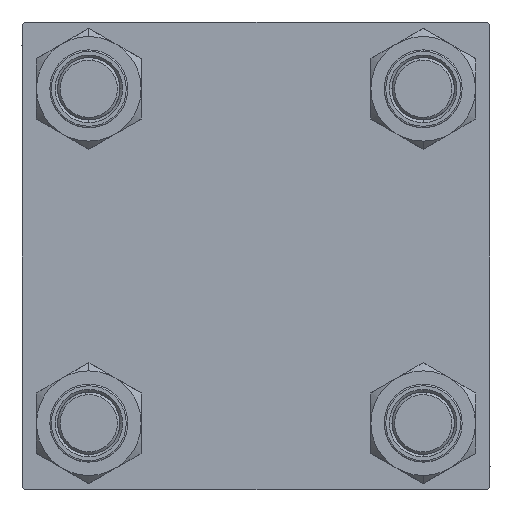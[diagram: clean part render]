
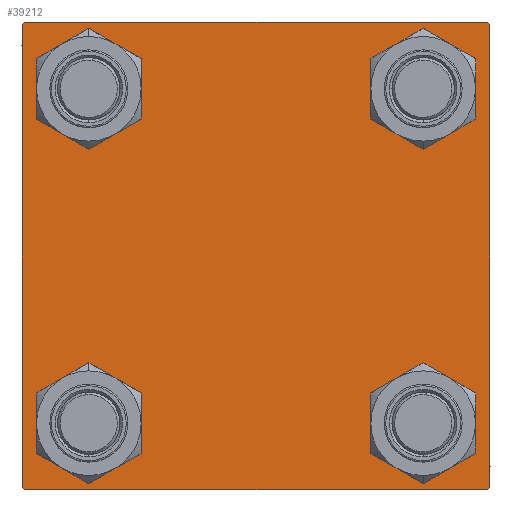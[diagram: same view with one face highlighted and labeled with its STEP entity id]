
A CAD part, left-side view. The second image highlights one B-rep face of the part: STEP entity #39212.
In plain terms, the highlighted planar face has unit normal (-1, 0, 0).
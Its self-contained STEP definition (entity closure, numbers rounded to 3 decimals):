
#177 = DIRECTION ( 'NONE',  ( 0., 0., 1. ) ) ;
#935 = VERTEX_POINT ( 'NONE', #46602 ) ;
#1017 = CARTESIAN_POINT ( 'NONE',  ( 0., 44.5, -45. ) ) ;
#1143 = CARTESIAN_POINT ( 'NONE',  ( 0., 45., 45. ) ) ;
#1375 = EDGE_CURVE ( 'NONE', #14967, #27510, #26300, .T. ) ;
#1920 = EDGE_CURVE ( 'NONE', #17308, #18433, #40560, .T. ) ;
#2644 = EDGE_CURVE ( 'NONE', #35316, #935, #22937, .T. ) ;
#2745 = EDGE_CURVE ( 'NONE', #27510, #14967, #15378, .T. ) ;
#2922 = ORIENTED_EDGE ( 'NONE', *, *, #42127, .T. ) ;
#2992 = CIRCLE ( 'NONE', #9664, 6.5 ) ;
#3076 = VECTOR ( 'NONE', #40121, 1000. ) ;
#3121 = VECTOR ( 'NONE', #25379, 1000. ) ;
#3738 = AXIS2_PLACEMENT_3D ( 'NONE', #20226, #36240, #16304 ) ;
#4112 = VECTOR ( 'NONE', #41425, 1000. ) ;
#4191 = AXIS2_PLACEMENT_3D ( 'NONE', #15232, #7395, #11575 ) ;
#4640 = EDGE_CURVE ( 'NONE', #16587, #20734, #18762, .T. ) ;
#5624 = VERTEX_POINT ( 'NONE', #1017 ) ;
#5805 = EDGE_CURVE ( 'NONE', #37843, #42173, #2992, .T. ) ;
#6869 = FACE_BOUND ( 'NONE', #27186, .T. ) ;
#7057 = ORIENTED_EDGE ( 'NONE', *, *, #2644, .T. ) ;
#7132 = DIRECTION ( 'NONE',  ( 1., 0., 0. ) ) ;
#7356 = CARTESIAN_POINT ( 'NONE',  ( 0., -32.15, 25.65 ) ) ;
#7395 = DIRECTION ( 'NONE',  ( -1., 0., 0. ) ) ;
#8575 = CARTESIAN_POINT ( 'NONE',  ( 0., -45., -44.5 ) ) ;
#8625 = DIRECTION ( 'NONE',  ( 0., 0., 1. ) ) ;
#8880 = CARTESIAN_POINT ( 'NONE',  ( 0., 32.15, 32.15 ) ) ;
#9037 = ORIENTED_EDGE ( 'NONE', *, *, #24804, .T. ) ;
#9123 = CIRCLE ( 'NONE', #14993, 6.5 ) ;
#9171 = LINE ( 'NONE', #32501, #3076 ) ;
#9664 = AXIS2_PLACEMENT_3D ( 'NONE', #39227, #51785, #177 ) ;
#10706 = CARTESIAN_POINT ( 'NONE',  ( 0., -32.15, -38.65 ) ) ;
#11575 = DIRECTION ( 'NONE',  ( 0., 0., 1. ) ) ;
#11603 = VERTEX_POINT ( 'NONE', #27938 ) ;
#11661 = CARTESIAN_POINT ( 'NONE',  ( 0., 44.75, -44.75 ) ) ;
#12224 = CARTESIAN_POINT ( 'NONE',  ( 0., 32.15, -32.15 ) ) ;
#12889 = ORIENTED_EDGE ( 'NONE', *, *, #4640, .T. ) ;
#13028 = DIRECTION ( 'NONE',  ( 0., 0., -1. ) ) ;
#13043 = DIRECTION ( 'NONE',  ( 0., 0., 1. ) ) ;
#13262 = ORIENTED_EDGE ( 'NONE', *, *, #36735, .T. ) ;
#13712 = AXIS2_PLACEMENT_3D ( 'NONE', #43019, #7132, #19146 ) ;
#13773 = ORIENTED_EDGE ( 'NONE', *, *, #21143, .T. ) ;
#13845 = ORIENTED_EDGE ( 'NONE', *, *, #27912, .T. ) ;
#14019 = CARTESIAN_POINT ( 'NONE',  ( 0., -44.5, -45. ) ) ;
#14204 = VECTOR ( 'NONE', #24219, 1000. ) ;
#14917 = EDGE_CURVE ( 'NONE', #17308, #30232, #25166, .T. ) ;
#14967 = VERTEX_POINT ( 'NONE', #7356 ) ;
#14993 = AXIS2_PLACEMENT_3D ( 'NONE', #8880, #36669, #8625 ) ;
#15232 = CARTESIAN_POINT ( 'NONE',  ( 0., 0., 0. ) ) ;
#15378 = CIRCLE ( 'NONE', #32137, 6.5 ) ;
#15821 = CARTESIAN_POINT ( 'NONE',  ( 0., -32.15, 32.15 ) ) ;
#16304 = DIRECTION ( 'NONE',  ( 0., 0., 1. ) ) ;
#16445 = CARTESIAN_POINT ( 'NONE',  ( 0., 32.15, -25.65 ) ) ;
#16573 = ORIENTED_EDGE ( 'NONE', *, *, #1920, .F. ) ;
#16587 = VERTEX_POINT ( 'NONE', #20749 ) ;
#16716 = CARTESIAN_POINT ( 'NONE',  ( 0., 32.15, -32.15 ) ) ;
#16733 = AXIS2_PLACEMENT_3D ( 'NONE', #16716, #41606, #13043 ) ;
#16969 = ORIENTED_EDGE ( 'NONE', *, *, #14917, .T. ) ;
#17308 = VERTEX_POINT ( 'NONE', #23808 ) ;
#18433 = VERTEX_POINT ( 'NONE', #8575 ) ;
#18762 = CIRCLE ( 'NONE', #25460, 6.5 ) ;
#19146 = DIRECTION ( 'NONE',  ( 0., 0., 1. ) ) ;
#19231 = CIRCLE ( 'NONE', #16733, 6.5 ) ;
#19355 = EDGE_LOOP ( 'NONE', ( #13845, #46263, #2922, #9037, #16573, #16969, #36643, #42939 ) ) ;
#19704 = ORIENTED_EDGE ( 'NONE', *, *, #5805, .T. ) ;
#19731 = DIRECTION ( 'NONE',  ( 1., 0., 0. ) ) ;
#19780 = LINE ( 'NONE', #22949, #49004 ) ;
#19803 = VERTEX_POINT ( 'NONE', #39533 ) ;
#20226 = CARTESIAN_POINT ( 'NONE',  ( 0., -32.15, 32.15 ) ) ;
#20734 = VERTEX_POINT ( 'NONE', #16445 ) ;
#20749 = CARTESIAN_POINT ( 'NONE',  ( 0., 32.15, -38.65 ) ) ;
#21143 = EDGE_CURVE ( 'NONE', #42173, #37843, #27102, .T. ) ;
#21301 = LINE ( 'NONE', #28406, #43653 ) ;
#21861 = DIRECTION ( 'NONE',  ( 1., 0., 0. ) ) ;
#22067 = AXIS2_PLACEMENT_3D ( 'NONE', #26044, #21861, #38396 ) ;
#22576 = FACE_OUTER_BOUND ( 'NONE', #19355, .T. ) ;
#22604 = VECTOR ( 'NONE', #44897, 1000. ) ;
#22937 = CIRCLE ( 'NONE', #22067, 6.5 ) ;
#22949 = CARTESIAN_POINT ( 'NONE',  ( 0., -44.75, -44.75 ) ) ;
#23086 = FACE_BOUND ( 'NONE', #44390, .T. ) ;
#23718 = CARTESIAN_POINT ( 'NONE',  ( 0., -32.15, 38.65 ) ) ;
#23808 = CARTESIAN_POINT ( 'NONE',  ( 0., -45., 44.5 ) ) ;
#24219 = DIRECTION ( 'NONE',  ( 0., -0.707, -0.707 ) ) ;
#24436 = EDGE_LOOP ( 'NONE', ( #13262, #7057 ) ) ;
#24804 = EDGE_CURVE ( 'NONE', #50750, #18433, #19780, .T. ) ;
#24814 = CARTESIAN_POINT ( 'NONE',  ( 0., -45., 45. ) ) ;
#25166 = LINE ( 'NONE', #45355, #4112 ) ;
#25171 = LINE ( 'NONE', #11661, #14204 ) ;
#25210 = DIRECTION ( 'NONE',  ( 0., 0., 1. ) ) ;
#25379 = DIRECTION ( 'NONE',  ( 0., 0., -1. ) ) ;
#25460 = AXIS2_PLACEMENT_3D ( 'NONE', #12224, #40524, #28193 ) ;
#26044 = CARTESIAN_POINT ( 'NONE',  ( 0., 32.15, 32.15 ) ) ;
#26300 = CIRCLE ( 'NONE', #3738, 6.5 ) ;
#26376 = ORIENTED_EDGE ( 'NONE', *, *, #39657, .T. ) ;
#26760 = FACE_BOUND ( 'NONE', #38387, .T. ) ;
#26864 = EDGE_CURVE ( 'NONE', #11603, #19803, #9171, .T. ) ;
#27102 = CIRCLE ( 'NONE', #13712, 6.5 ) ;
#27186 = EDGE_LOOP ( 'NONE', ( #41084, #44921 ) ) ;
#27510 = VERTEX_POINT ( 'NONE', #23718 ) ;
#27912 = EDGE_CURVE ( 'NONE', #19803, #41537, #34042, .T. ) ;
#27938 = CARTESIAN_POINT ( 'NONE',  ( 0., 44.5, 45. ) ) ;
#28193 = DIRECTION ( 'NONE',  ( 0., 0., 1. ) ) ;
#28406 = CARTESIAN_POINT ( 'NONE',  ( 0., 45., -45. ) ) ;
#29852 = CARTESIAN_POINT ( 'NONE',  ( 0., -44.5, 45. ) ) ;
#30232 = VERTEX_POINT ( 'NONE', #29852 ) ;
#30363 = CARTESIAN_POINT ( 'NONE',  ( 0., 45., 45. ) ) ;
#32137 = AXIS2_PLACEMENT_3D ( 'NONE', #15821, #19731, #25210 ) ;
#32501 = CARTESIAN_POINT ( 'NONE',  ( 0., 44.75, 44.75 ) ) ;
#34042 = LINE ( 'NONE', #30363, #3121 ) ;
#35316 = VERTEX_POINT ( 'NONE', #37819 ) ;
#36240 = DIRECTION ( 'NONE',  ( 1., 0., 0. ) ) ;
#36643 = ORIENTED_EDGE ( 'NONE', *, *, #44198, .F. ) ;
#36669 = DIRECTION ( 'NONE',  ( 1., 0., 0. ) ) ;
#36735 = EDGE_CURVE ( 'NONE', #935, #35316, #9123, .T. ) ;
#37414 = EDGE_CURVE ( 'NONE', #41537, #5624, #25171, .T. ) ;
#37819 = CARTESIAN_POINT ( 'NONE',  ( 0., 32.15, 25.65 ) ) ;
#37843 = VERTEX_POINT ( 'NONE', #10706 ) ;
#38327 = PLANE ( 'NONE',  #4191 ) ;
#38387 = EDGE_LOOP ( 'NONE', ( #13773, #19704 ) ) ;
#38396 = DIRECTION ( 'NONE',  ( 0., 0., 1. ) ) ;
#38831 = VECTOR ( 'NONE', #13028, 1000. ) ;
#39212 = ADVANCED_FACE ( 'NONE', ( #6869, #26760, #23086, #43546, #22576 ), #38327, .T. ) ;
#39227 = CARTESIAN_POINT ( 'NONE',  ( 0., -32.15, -32.15 ) ) ;
#39479 = DIRECTION ( 'NONE',  ( 0., -0.707, 0.707 ) ) ;
#39533 = CARTESIAN_POINT ( 'NONE',  ( 0., 45., 44.5 ) ) ;
#39657 = EDGE_CURVE ( 'NONE', #20734, #16587, #19231, .T. ) ;
#40121 = DIRECTION ( 'NONE',  ( 0., 0.707, -0.707 ) ) ;
#40524 = DIRECTION ( 'NONE',  ( 1., 0., 0. ) ) ;
#40560 = LINE ( 'NONE', #24814, #38831 ) ;
#41084 = ORIENTED_EDGE ( 'NONE', *, *, #2745, .T. ) ;
#41425 = DIRECTION ( 'NONE',  ( 0., 0.707, 0.707 ) ) ;
#41497 = DIRECTION ( 'NONE',  ( 0., -1., 0. ) ) ;
#41537 = VERTEX_POINT ( 'NONE', #43815 ) ;
#41606 = DIRECTION ( 'NONE',  ( 1., 0., 0. ) ) ;
#42127 = EDGE_CURVE ( 'NONE', #5624, #50750, #21301, .T. ) ;
#42173 = VERTEX_POINT ( 'NONE', #49104 ) ;
#42939 = ORIENTED_EDGE ( 'NONE', *, *, #26864, .T. ) ;
#43019 = CARTESIAN_POINT ( 'NONE',  ( 0., -32.15, -32.15 ) ) ;
#43546 = FACE_BOUND ( 'NONE', #24436, .T. ) ;
#43653 = VECTOR ( 'NONE', #41497, 1000. ) ;
#43815 = CARTESIAN_POINT ( 'NONE',  ( 0., 45., -44.5 ) ) ;
#44198 = EDGE_CURVE ( 'NONE', #11603, #30232, #49838, .T. ) ;
#44390 = EDGE_LOOP ( 'NONE', ( #26376, #12889 ) ) ;
#44897 = DIRECTION ( 'NONE',  ( 0., -1., 0. ) ) ;
#44921 = ORIENTED_EDGE ( 'NONE', *, *, #1375, .T. ) ;
#45355 = CARTESIAN_POINT ( 'NONE',  ( 0., -44.75, 44.75 ) ) ;
#46263 = ORIENTED_EDGE ( 'NONE', *, *, #37414, .T. ) ;
#46602 = CARTESIAN_POINT ( 'NONE',  ( 0., 32.15, 38.65 ) ) ;
#49004 = VECTOR ( 'NONE', #39479, 1000. ) ;
#49104 = CARTESIAN_POINT ( 'NONE',  ( 0., -32.15, -25.65 ) ) ;
#49838 = LINE ( 'NONE', #1143, #22604 ) ;
#50750 = VERTEX_POINT ( 'NONE', #14019 ) ;
#51785 = DIRECTION ( 'NONE',  ( 1., 0., 0. ) ) ;
